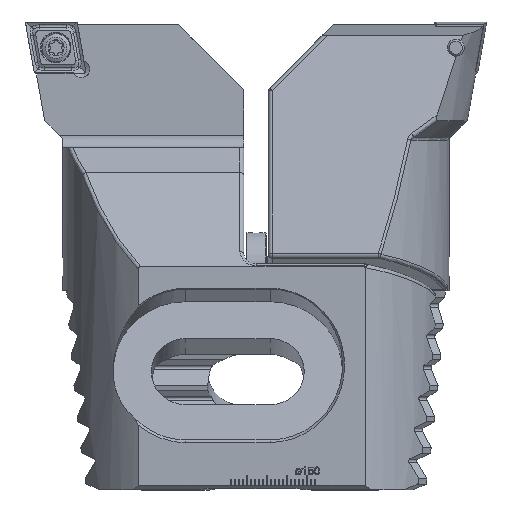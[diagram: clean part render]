
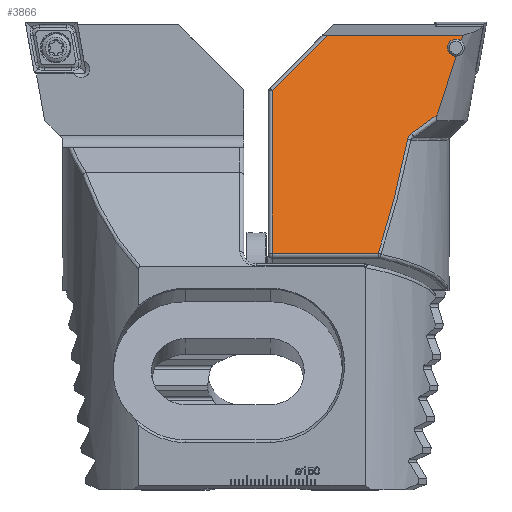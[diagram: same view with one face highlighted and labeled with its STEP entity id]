
A CAD part, top view. The second image highlights one B-rep face of the part: STEP entity #3866.
In plain terms, the highlighted face is planar.
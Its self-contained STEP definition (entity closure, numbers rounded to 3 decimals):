
#203 = VECTOR ( 'NONE', #15580, 1000. ) ;
#558 = CARTESIAN_POINT ( 'NONE',  ( 5.899, -2.844, -21.831 ) ) ;
#794 = LINE ( 'NONE', #7549, #10399 ) ;
#1103 = CARTESIAN_POINT ( 'NONE',  ( 24.141, -48.605, -34.093 ) ) ;
#1168 = LINE ( 'NONE', #4493, #203 ) ;
#1273 = CARTESIAN_POINT ( 'NONE',  ( 19.587, -28.655, -28.747 ) ) ;
#1323 = ORIENTED_EDGE ( 'NONE', *, *, #15178, .T. ) ;
#1478 = CARTESIAN_POINT ( 'NONE',  ( 19.587, -28.655, -28.747 ) ) ;
#1586 = VERTEX_POINT ( 'NONE', #5922 ) ;
#1851 = AXIS2_PLACEMENT_3D ( 'NONE', #6751, #15485, #4286 ) ;
#2744 = CARTESIAN_POINT ( 'NONE',  ( 16.444, -25.752, -27.97 ) ) ;
#2799 = DIRECTION ( 'NONE',  ( -1., 0., 0. ) ) ;
#2898 = B_SPLINE_CURVE_WITH_KNOTS ( 'NONE', 3,
 ( #12863, #5391, #7903, #9160, #14822, #4972, #8844, #1478 ),
 .UNSPECIFIED., .F., .F.,
 ( 4, 2, 2, 4 ),
 ( 0., 0.001, 0.001, 0.002 ),
 .UNSPECIFIED. ) ;
#3348 = EDGE_CURVE ( 'NONE', #4255, #4180, #4390, .T. ) ;
#3617 = CARTESIAN_POINT ( 'NONE',  ( 21.711, -39.117, -31.551 ) ) ;
#3866 = ADVANCED_FACE ( 'NONE', ( #10479 ), #7949, .F. ) ;
#3917 = CARTESIAN_POINT ( 'NONE',  ( 7.489, -8.021, -23.218 ) ) ;
#3996 = CARTESIAN_POINT ( 'NONE',  ( 12.275, -22.653, -27.139 ) ) ;
#4134 = ORIENTED_EDGE ( 'NONE', *, *, #5037, .T. ) ;
#4180 = VERTEX_POINT ( 'NONE', #7657 ) ;
#4255 = VERTEX_POINT ( 'NONE', #10880 ) ;
#4286 = DIRECTION ( 'NONE',  ( 0., -0.966, -0.259 ) ) ;
#4390 =( BOUNDED_CURVE ( )  B_SPLINE_CURVE ( 3, ( #3917, #5227, #6489, #15217, #7754, #7538, #7688 ),
 .UNSPECIFIED., .F., .T. ) 
 B_SPLINE_CURVE_WITH_KNOTS ( ( 4, 3, 4 ),
 ( 3.1, 5.012, 6.923 ),
 .UNSPECIFIED. ) 
 CURVE ( )  GEOMETRIC_REPRESENTATION_ITEM ( )  RATIONAL_B_SPLINE_CURVE ( ( 1., 0.718, 0.718, 1., 0.718, 0.718, 1. ) ) 
 REPRESENTATION_ITEM ( '' )  );
#4493 = CARTESIAN_POINT ( 'NONE',  ( 113.15, -56.996, -36.341 ) ) ;
#4711 = ORIENTED_EDGE ( 'NONE', *, *, #14042, .T. ) ;
#4832 = VERTEX_POINT ( 'NONE', #13247 ) ;
#4859 = VERTEX_POINT ( 'NONE', #9260 ) ;
#4972 = CARTESIAN_POINT ( 'NONE',  ( 19.51, -28.371, -28.671 ) ) ;
#5037 = EDGE_CURVE ( 'NONE', #16060, #1586, #8008, .T. ) ;
#5227 = CARTESIAN_POINT ( 'NONE',  ( 9.081, -8.087, -23.236 ) ) ;
#5335 = B_SPLINE_CURVE_WITH_KNOTS ( 'NONE', 3,
 ( #5431, #2744, #11482, #3996 ),
 .UNSPECIFIED., .F., .F.,
 ( 4, 4 ),
 ( 0., 0.008 ),
 .UNSPECIFIED. ) ;
#5391 = CARTESIAN_POINT ( 'NONE',  ( 18.823, -27.414, -28.415 ) ) ;
#5431 = CARTESIAN_POINT ( 'NONE',  ( 18.576, -27.241, -28.369 ) ) ;
#5692 = CARTESIAN_POINT ( 'NONE',  ( 12.275, -22.653, -27.139 ) ) ;
#5776 = CARTESIAN_POINT ( 'NONE',  ( 39.552, -2.844, -21.831 ) ) ;
#5842 = ORIENTED_EDGE ( 'NONE', *, *, #7199, .T. ) ;
#5901 = VERTEX_POINT ( 'NONE', #5776 ) ;
#5922 = CARTESIAN_POINT ( 'NONE',  ( 19.587, -28.655, -28.747 ) ) ;
#6489 = CARTESIAN_POINT ( 'NONE',  ( 10.054, -6.826, -22.898 ) ) ;
#6719 = ORIENTED_EDGE ( 'NONE', *, *, #12115, .T. ) ;
#6751 = CARTESIAN_POINT ( 'NONE',  ( 113.15, -1.853, -21.566 ) ) ;
#6766 = VERTEX_POINT ( 'NONE', #13357 ) ;
#7031 = EDGE_CURVE ( 'NONE', #5901, #4859, #15544, .T. ) ;
#7160 = VECTOR ( 'NONE', #10092, 1000. ) ;
#7199 = EDGE_CURVE ( 'NONE', #4832, #4255, #13200, .T. ) ;
#7538 = CARTESIAN_POINT ( 'NONE',  ( 7.6, -3.287, -21.95 ) ) ;
#7549 = CARTESIAN_POINT ( 'NONE',  ( 53.25, -1.853, -21.566 ) ) ;
#7560 = CARTESIAN_POINT ( 'NONE',  ( 74.563, -37.855, -31.212 ) ) ;
#7657 = CARTESIAN_POINT ( 'NONE',  ( 6.323, -4.238, -22.205 ) ) ;
#7688 = CARTESIAN_POINT ( 'NONE',  ( 6.323, -4.238, -22.205 ) ) ;
#7754 = CARTESIAN_POINT ( 'NONE',  ( 9.115, -3.781, -22.082 ) ) ;
#7903 = CARTESIAN_POINT ( 'NONE',  ( 19.043, -27.621, -28.47 ) ) ;
#7949 = PLANE ( 'NONE',  #1851 ) ;
#7994 = CARTESIAN_POINT ( 'NONE',  ( 6.323, -4.238, -22.205 ) ) ;
#8008 =( BOUNDED_CURVE ( )  B_SPLINE_CURVE ( 3, ( #9924, #1103, #3617, #1273 ),
 .UNSPECIFIED., .F., .F. ) 
 B_SPLINE_CURVE_WITH_KNOTS ( ( 4, 4 ),
 ( 3.835, 4.064 ),
 .UNSPECIFIED. ) 
 CURVE ( )  GEOMETRIC_REPRESENTATION_ITEM ( )  RATIONAL_B_SPLINE_CURVE ( ( 1., 0.996, 0.996, 1. ) ) 
 REPRESENTATION_ITEM ( '' )  );
#8844 = CARTESIAN_POINT ( 'NONE',  ( 19.557, -28.51, -28.709 ) ) ;
#8901 = DIRECTION ( 'NONE',  ( 0., -0.966, -0.259 ) ) ;
#9160 = CARTESIAN_POINT ( 'NONE',  ( 19.307, -27.977, -28.566 ) ) ;
#9189 = CARTESIAN_POINT ( 'NONE',  ( 113.15, -2.844, -21.831 ) ) ;
#9195 = CARTESIAN_POINT ( 'NONE',  ( 6.04, -3.309, -21.956 ) ) ;
#9245 = CARTESIAN_POINT ( 'NONE',  ( 9.047, -13.013, -24.556 ) ) ;
#9260 = CARTESIAN_POINT ( 'NONE',  ( 53.25, -16.542, -25.502 ) ) ;
#9305 = CARTESIAN_POINT ( 'NONE',  ( 6.181, -3.774, -22.081 ) ) ;
#9460 = CARTESIAN_POINT ( 'NONE',  ( 7.489, -8.021, -23.218 ) ) ;
#9682 = ORIENTED_EDGE ( 'NONE', *, *, #12770, .T. ) ;
#9924 = CARTESIAN_POINT ( 'NONE',  ( 26.846, -56.996, -36.341 ) ) ;
#10092 = DIRECTION ( 'NONE',  ( 0.695, -0.695, -0.186 ) ) ;
#10303 = ORIENTED_EDGE ( 'NONE', *, *, #7031, .T. ) ;
#10360 = CARTESIAN_POINT ( 'NONE',  ( 26.846, -56.996, -36.341 ) ) ;
#10399 = VECTOR ( 'NONE', #8901, 1000. ) ;
#10479 = FACE_OUTER_BOUND ( 'NONE', #13601, .T. ) ;
#10570 = EDGE_CURVE ( 'NONE', #11680, #1586, #2898, .T. ) ;
#10589 = VECTOR ( 'NONE', #2799, 1000. ) ;
#10880 = CARTESIAN_POINT ( 'NONE',  ( 7.489, -8.021, -23.218 ) ) ;
#11482 = CARTESIAN_POINT ( 'NONE',  ( 14.347, -24.218, -27.559 ) ) ;
#11680 = VERTEX_POINT ( 'NONE', #13786 ) ;
#11842 = EDGE_CURVE ( 'NONE', #5901, #6766, #13721, .T. ) ;
#12115 = EDGE_CURVE ( 'NONE', #4859, #13242, #794, .T. ) ;
#12373 =( BOUNDED_CURVE ( )  B_SPLINE_CURVE ( 3, ( #7994, #9305, #9195, #558 ),
 .UNSPECIFIED., .F., .F. ) 
 B_SPLINE_CURVE_WITH_KNOTS ( ( 4, 4 ),
 ( 4.318, 4.326 ),
 .UNSPECIFIED. ) 
 CURVE ( )  GEOMETRIC_REPRESENTATION_ITEM ( )  RATIONAL_B_SPLINE_CURVE ( ( 1., 1., 1., 1. ) ) 
 REPRESENTATION_ITEM ( '' )  );
#12770 = EDGE_CURVE ( 'NONE', #13242, #16060, #1168, .T. ) ;
#12863 = CARTESIAN_POINT ( 'NONE',  ( 18.576, -27.241, -28.369 ) ) ;
#13200 =( BOUNDED_CURVE ( )  B_SPLINE_CURVE ( 3, ( #5692, #15520, #9245, #9460 ),
 .UNSPECIFIED., .F., .F. ) 
 B_SPLINE_CURVE_WITH_KNOTS ( ( 4, 4 ),
 ( 4.21, 4.296 ),
 .UNSPECIFIED. ) 
 CURVE ( )  GEOMETRIC_REPRESENTATION_ITEM ( )  RATIONAL_B_SPLINE_CURVE ( ( 1., 0.999, 0.999, 1. ) ) 
 REPRESENTATION_ITEM ( '' )  );
#13242 = VERTEX_POINT ( 'NONE', #13271 ) ;
#13247 = CARTESIAN_POINT ( 'NONE',  ( 12.275, -22.653, -27.139 ) ) ;
#13271 = CARTESIAN_POINT ( 'NONE',  ( 53.25, -56.996, -36.341 ) ) ;
#13357 = CARTESIAN_POINT ( 'NONE',  ( 5.899, -2.844, -21.831 ) ) ;
#13601 = EDGE_LOOP ( 'NONE', ( #1323, #5842, #14623, #4711, #14057, #10303, #6719, #9682, #4134, #14640 ) ) ;
#13721 = LINE ( 'NONE', #9189, #10589 ) ;
#13786 = CARTESIAN_POINT ( 'NONE',  ( 18.576, -27.241, -28.369 ) ) ;
#14042 = EDGE_CURVE ( 'NONE', #4180, #6766, #12373, .T. ) ;
#14057 = ORIENTED_EDGE ( 'NONE', *, *, #11842, .F. ) ;
#14623 = ORIENTED_EDGE ( 'NONE', *, *, #3348, .T. ) ;
#14640 = ORIENTED_EDGE ( 'NONE', *, *, #10570, .F. ) ;
#14822 = CARTESIAN_POINT ( 'NONE',  ( 19.385, -28.105, -28.6 ) ) ;
#15178 = EDGE_CURVE ( 'NONE', #11680, #4832, #5335, .T. ) ;
#15217 = CARTESIAN_POINT ( 'NONE',  ( 9.584, -5.304, -22.49 ) ) ;
#15485 = DIRECTION ( 'NONE',  ( 0., -0.259, 0.966 ) ) ;
#15520 = CARTESIAN_POINT ( 'NONE',  ( 10.644, -17.893, -25.864 ) ) ;
#15544 = LINE ( 'NONE', #7560, #7160 ) ;
#15580 = DIRECTION ( 'NONE',  ( -1., 0., 0. ) ) ;
#16060 = VERTEX_POINT ( 'NONE', #10360 ) ;
